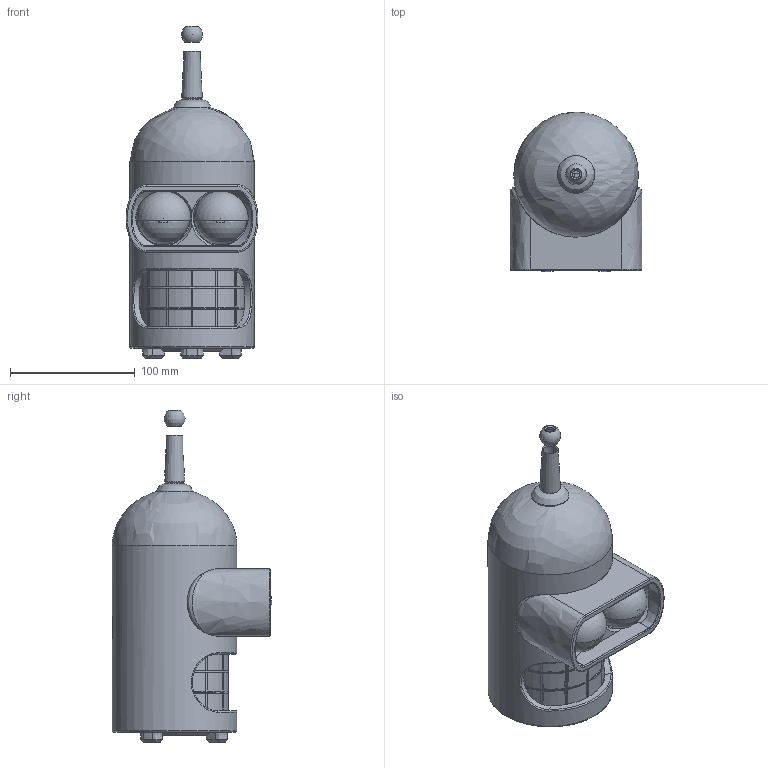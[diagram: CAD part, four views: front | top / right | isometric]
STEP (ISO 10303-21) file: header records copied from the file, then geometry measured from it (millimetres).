
FILE_DESCRIPTION(/* description */ (''),/* implementation_level */ '2;1');
FILE_NAME(/* name */ 'bender.step',/* time_stamp */ '2021-04-02T14:31:48-04:00',/* author */ (''),/* organization */ (''),/* preprocessor_version */ 'ST-DEVELOPER v18.1',/* originating_system */ 'Autodesk Translation Framework v9.10.0.1330',/* authorisation */ '');
FILE_SCHEMA (('AUTOMOTIVE_DESIGN { 1 0 10303 214 3 1 1 }'));
Products named in the file (1): bender
Bounding box: 105.91 x 128 x 266.59 mm (x, y, z)
Volume: 668701 mm3; surface area: 316196.6 mm2
Topology: 42 solids, 42 shells, 2154 faces, 5545 edges, 3372 vertices
Faces by surface type: plane 1129, cylinder 532, cone 330, bspline 119, sphere 26, torus 18
Full cylindrical faces by diameter (mm): 1.76 x2, 2 x7, 2.2 x8, 2.6 x22, 2.76 x12, 3 x2, 3.2 x8, 3.4 x6, 4 x8, 6 x4, 6.8 x2, 8 x1, 10.8 x2, 11 x1, 11.6 x1, 24 x2, 26 x1, 29.2 x1, 29.8 x1, 44 x1, 44.4 x2, 48 x1, 100 x1
Entity records: 71404 total; most frequent: CARTESIAN_POINT 20645, ORIENTED_EDGE 10604, DIRECTION 10508, EDGE_CURVE 5302, AXIS2_PLACEMENT_3D 3752, VERTEX_POINT 3333, LINE 3004, VECTOR 3004
